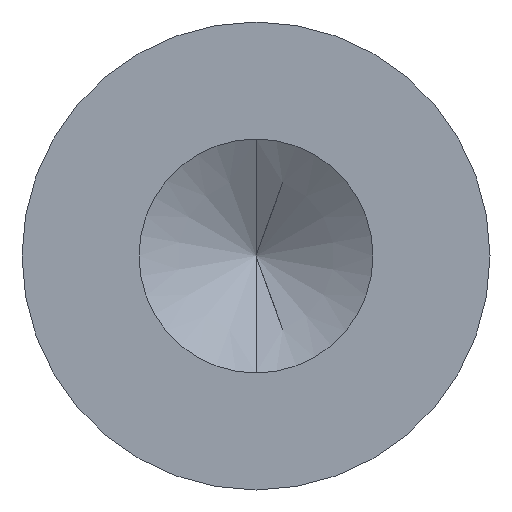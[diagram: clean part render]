
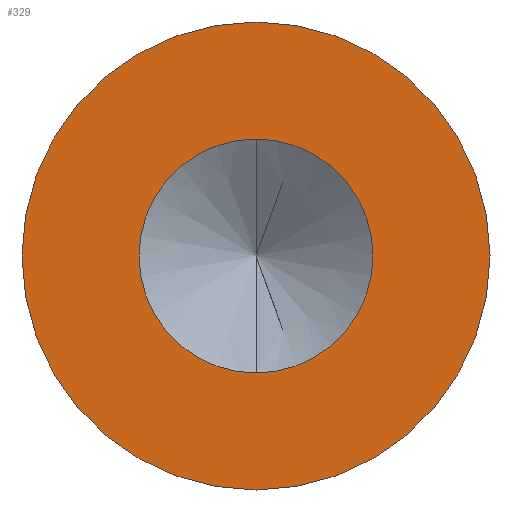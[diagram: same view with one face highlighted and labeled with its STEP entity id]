
A CAD part, left-side view. The second image highlights one B-rep face of the part: STEP entity #329.
In plain terms, the highlighted planar face has unit normal (-1, 0, 0).
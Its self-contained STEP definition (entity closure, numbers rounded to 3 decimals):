
#3 = AXIS2_PLACEMENT_3D ( 'NONE', #88, #338, #202 ) ;
#5 = CIRCLE ( 'NONE', #3, 0.8 ) ;
#6 = CARTESIAN_POINT ( 'NONE',  ( 0., 0., 0. ) ) ;
#12 = DIRECTION ( 'NONE',  ( 1., 0., 0. ) ) ;
#18 = PLANE ( 'NONE',  #77 ) ;
#24 = AXIS2_PLACEMENT_3D ( 'NONE', #150, #12, #95 ) ;
#37 = DIRECTION ( 'NONE',  ( 0., 1., 0. ) ) ;
#44 = DIRECTION ( 'NONE',  ( -1., 0., 0. ) ) ;
#53 = EDGE_CURVE ( 'NONE', #239, #304, #5, .T. ) ;
#70 = ORIENTED_EDGE ( 'NONE', *, *, #228, .F. ) ;
#72 = EDGE_CURVE ( 'NONE', #304, #239, #341, .T. ) ;
#77 = AXIS2_PLACEMENT_3D ( 'NONE', #209, #44, #237 ) ;
#79 = FACE_OUTER_BOUND ( 'NONE', #156, .T. ) ;
#88 = CARTESIAN_POINT ( 'NONE',  ( 0., 0., 0. ) ) ;
#92 = CIRCLE ( 'NONE', #217, 1.6 ) ;
#95 = DIRECTION ( 'NONE',  ( 0., 1., 0. ) ) ;
#100 = ORIENTED_EDGE ( 'NONE', *, *, #72, .F. ) ;
#118 = ORIENTED_EDGE ( 'NONE', *, *, #142, .F. ) ;
#134 = AXIS2_PLACEMENT_3D ( 'NONE', #6, #336, #170 ) ;
#142 = EDGE_CURVE ( 'NONE', #284, #263, #92, .T. ) ;
#150 = CARTESIAN_POINT ( 'NONE',  ( 0., 0., 0. ) ) ;
#156 = EDGE_LOOP ( 'NONE', ( #118, #70 ) ) ;
#170 = DIRECTION ( 'NONE',  ( 0., 0., 1. ) ) ;
#171 = EDGE_LOOP ( 'NONE', ( #100, #276 ) ) ;
#179 = CARTESIAN_POINT ( 'NONE',  ( 0., 0., -0.8 ) ) ;
#202 = DIRECTION ( 'NONE',  ( 0., 0., 1. ) ) ;
#206 = CARTESIAN_POINT ( 'NONE',  ( 0., 0., 0. ) ) ;
#209 = CARTESIAN_POINT ( 'NONE',  ( 0., 0., 0. ) ) ;
#211 = CARTESIAN_POINT ( 'NONE',  ( 0., 0., 0.8 ) ) ;
#217 = AXIS2_PLACEMENT_3D ( 'NONE', #206, #229, #37 ) ;
#224 = CARTESIAN_POINT ( 'NONE',  ( 0., -1.6, 0. ) ) ;
#228 = EDGE_CURVE ( 'NONE', #263, #284, #314, .T. ) ;
#229 = DIRECTION ( 'NONE',  ( 1., 0., 0. ) ) ;
#234 = CARTESIAN_POINT ( 'NONE',  ( 0., 1.6, 0. ) ) ;
#237 = DIRECTION ( 'NONE',  ( 0., -1., 0. ) ) ;
#239 = VERTEX_POINT ( 'NONE', #179 ) ;
#263 = VERTEX_POINT ( 'NONE', #224 ) ;
#276 = ORIENTED_EDGE ( 'NONE', *, *, #53, .F. ) ;
#284 = VERTEX_POINT ( 'NONE', #234 ) ;
#304 = VERTEX_POINT ( 'NONE', #211 ) ;
#310 = FACE_BOUND ( 'NONE', #171, .T. ) ;
#314 = CIRCLE ( 'NONE', #24, 1.6 ) ;
#329 = ADVANCED_FACE ( 'NONE', ( #310, #79 ), #18, .T. ) ;
#336 = DIRECTION ( 'NONE',  ( -1., 0., 0. ) ) ;
#338 = DIRECTION ( 'NONE',  ( -1., 0., 0. ) ) ;
#341 = CIRCLE ( 'NONE', #134, 0.8 ) ;
